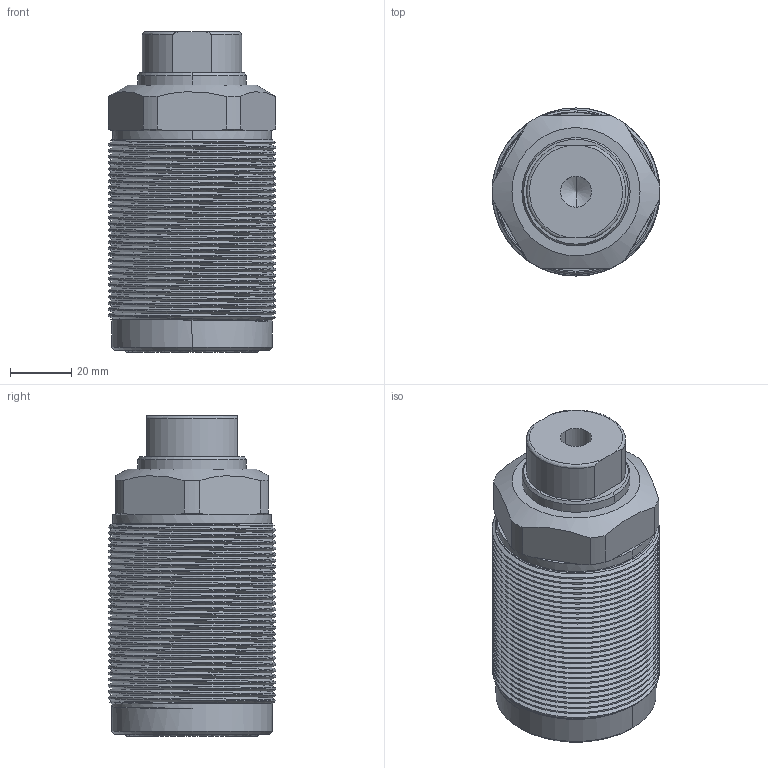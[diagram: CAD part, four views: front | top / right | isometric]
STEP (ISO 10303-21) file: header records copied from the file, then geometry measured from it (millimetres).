
FILE_DESCRIPTION (( 'STEP AP214' ), '1' );
FILE_NAME ('CTC-P055A-32.STEP', '2020-11-11T11:41:19', ( 'PC' ), ( '' ), 'SwSTEP 2.0', 'SolidWorks 2016', '' );
FILE_SCHEMA (( 'AUTOMOTIVE_DESIGN' ));
Length unit declared in the file: millimetre
Products named in the file (3): CTC-P055A-32; AS568-129
Assembly tree (2 placements, depth 2):
  CTC-P055A-32
    AS568-129
    CTC-P055A-32
Bounding box: 54.97 x 55 x 105.11 mm (x, y, z)
Volume: 204838.9 mm3; surface area: 30147.6 mm2
Topology: 2 solids, 2 shells, 136 faces, 363 edges, 234 vertices
Faces by surface type: cylinder 80, plane 29, cone 18, bspline 9
Entity records: 9053 total; most frequent: CARTESIAN_POINT 5971, ORIENTED_EDGE 722, DIRECTION 544, EDGE_CURVE 361, VERTEX_POINT 234, AXIS2_PLACEMENT_3D 211, EDGE_LOOP 143, ADVANCED_FACE 136
